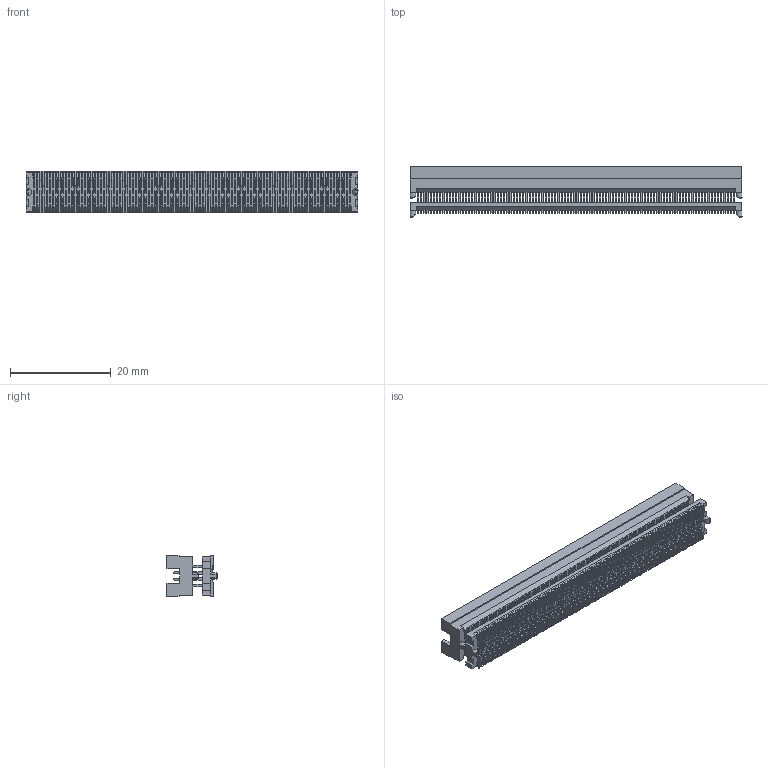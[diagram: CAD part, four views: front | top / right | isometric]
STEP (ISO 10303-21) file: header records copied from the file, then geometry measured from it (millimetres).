
FILE_DESCRIPTION((''),'2;1');
FILE_NAME('FBB12709_ASM','2026-03-16T16:41:28',('gongchengVV'),(''),'CREO PARAMETRIC BY PTC INC, 2020033','CREO PARAMETRIC BY PTC INC, 2020033','');
FILE_SCHEMA(('CONFIG_CONTROL_DESIGN'));
Products named in the file (1): FBB12709_ASM
Bounding box: 66.04 x 9.97 x 8.27 mm (x, y, z)
Volume: 1840.1 mm3; surface area: 6295.2 mm2
Topology: 1 solids, 1 shells, 7406 faces, 20855 edges, 13902 vertices
Faces by surface type: plane 7098, cylinder 304, cone 4
Entity records: 235483 total; most frequent: CARTESIAN_POINT 42281, ORIENTED_EDGE 41710, DIRECTION 36267, EDGE_CURVE 20855, VECTOR 20223, LINE 20223, VERTEX_POINT 13902, EDGE_LOOP 8255
